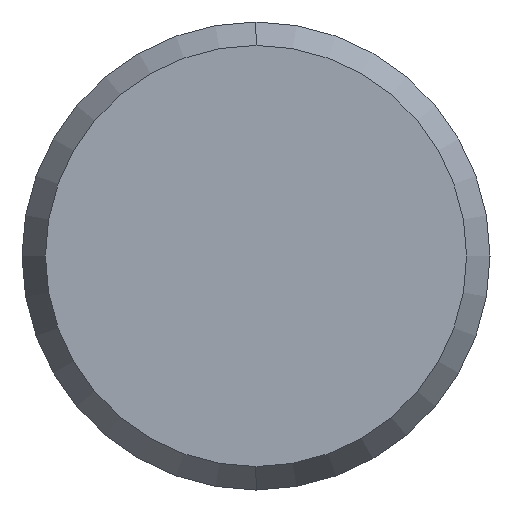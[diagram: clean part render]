
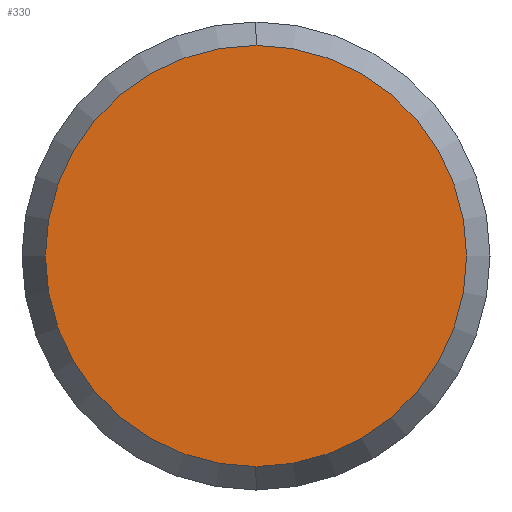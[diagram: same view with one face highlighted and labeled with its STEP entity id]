
A CAD part, left-side view. The second image highlights one B-rep face of the part: STEP entity #330.
In plain terms, the highlighted planar face has unit normal (-1, 0, 0).
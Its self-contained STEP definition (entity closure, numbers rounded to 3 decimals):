
#22 = CARTESIAN_POINT ( 'NONE',  ( 0., 0., -18. ) ) ;
#45 = VERTEX_POINT ( 'NONE', #491 ) ;
#66 = DIRECTION ( 'NONE',  ( -1., 0., 0. ) ) ;
#76 = CIRCLE ( 'NONE', #139, 18. ) ;
#104 = ORIENTED_EDGE ( 'NONE', *, *, #361, .T. ) ;
#129 = VERTEX_POINT ( 'NONE', #22 ) ;
#139 = AXIS2_PLACEMENT_3D ( 'NONE', #382, #433, #300 ) ;
#185 = AXIS2_PLACEMENT_3D ( 'NONE', #351, #66, #389 ) ;
#300 = DIRECTION ( 'NONE',  ( 0., 0., 1. ) ) ;
#330 = ADVANCED_FACE ( 'NONE', ( #353 ), #469, .F. ) ;
#335 = AXIS2_PLACEMENT_3D ( 'NONE', #475, #388, #528 ) ;
#351 = CARTESIAN_POINT ( 'NONE',  ( 0., 0., 0. ) ) ;
#353 = FACE_OUTER_BOUND ( 'NONE', #599, .T. ) ;
#361 = EDGE_CURVE ( 'NONE', #45, #129, #76, .T. ) ;
#382 = CARTESIAN_POINT ( 'NONE',  ( 0., 0., 0. ) ) ;
#384 = CIRCLE ( 'NONE', #185, 18. ) ;
#388 = DIRECTION ( 'NONE',  ( 1., 0., 0. ) ) ;
#389 = DIRECTION ( 'NONE',  ( 0., 0., 1. ) ) ;
#433 = DIRECTION ( 'NONE',  ( -1., 0., 0. ) ) ;
#469 = PLANE ( 'NONE',  #335 ) ;
#475 = CARTESIAN_POINT ( 'NONE',  ( 0., 0., 0. ) ) ;
#491 = CARTESIAN_POINT ( 'NONE',  ( 0., 0., 18. ) ) ;
#511 = ORIENTED_EDGE ( 'NONE', *, *, #589, .T. ) ;
#528 = DIRECTION ( 'NONE',  ( 0., 0., -1. ) ) ;
#589 = EDGE_CURVE ( 'NONE', #129, #45, #384, .T. ) ;
#599 = EDGE_LOOP ( 'NONE', ( #104, #511 ) ) ;
